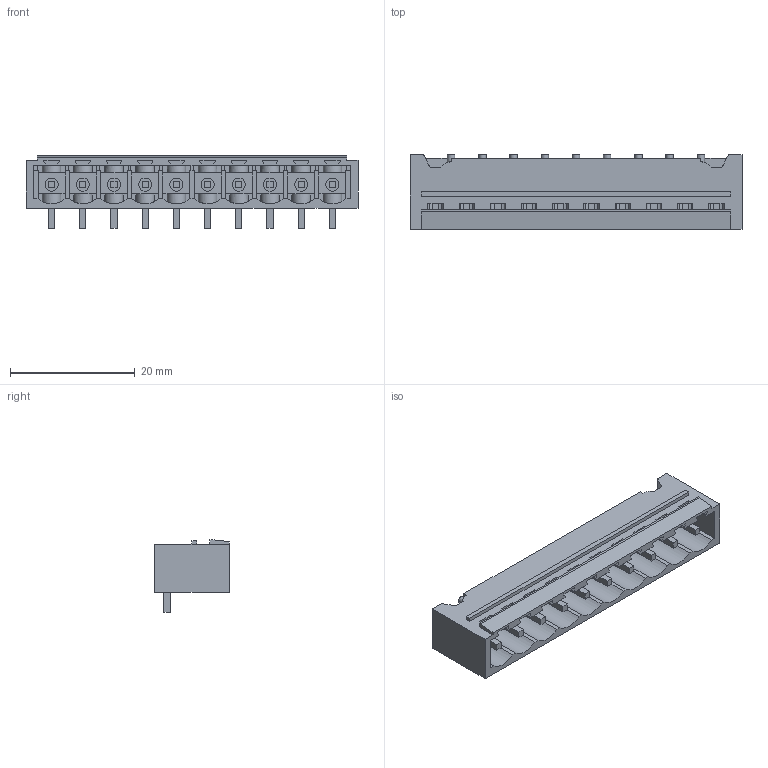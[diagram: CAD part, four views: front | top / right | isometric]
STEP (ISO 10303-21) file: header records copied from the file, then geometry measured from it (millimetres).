
FILE_DESCRIPTION(('CATIA V5 STEP Exchange','CAx-IF Rec.Pracs.--- Model Styling and Organization---1.2---2011-12-15'),'2;1');
FILE_NAME ('7592417_2_1840200000_1840200000.stp','2018-03-08T10:40:49+00:00',('none'),('Weidmueller'),'CATIA Version 5-6 Release 2014','CATIA V5 STEP AP214','none');
FILE_SCHEMA(('AUTOMOTIVE_DESIGN { 1 0 10303 214 1 1 1 1 }'));
Length unit declared in the file: millimetre
Products named in the file (1): 1840200000
Bounding box: 53.2 x 12 x 11.63 mm (x, y, z)
Volume: 1987.9 mm3; surface area: 4761.9 mm2
Topology: 11 solids, 11 shells, 805 faces, 2457 edges, 1656 vertices
Faces by surface type: plane 661, cylinder 128, extrusion 16
Entity records: 25477 total; most frequent: CARTESIAN_POINT 5146, ORIENTED_EDGE 4914, DIRECTION 3145, EDGE_CURVE 2457, VECTOR 2003, LINE 1987, VERTEX_POINT 1656, EDGE_LOOP 827
